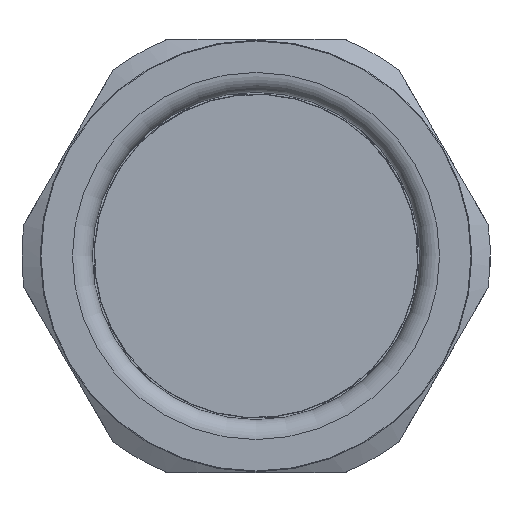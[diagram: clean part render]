
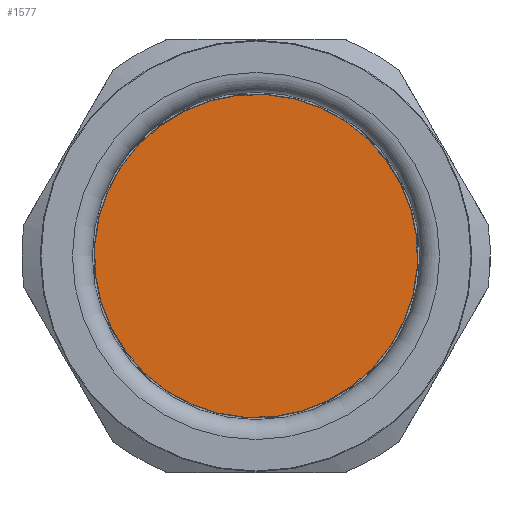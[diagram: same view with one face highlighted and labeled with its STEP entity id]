
A CAD part, left-side view. The second image highlights one B-rep face of the part: STEP entity #1577.
In plain terms, the highlighted planar face has unit normal (-1, 0, 0).
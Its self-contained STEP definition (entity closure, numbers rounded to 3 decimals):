
#197=PLANE('',#1841);
#426=FACE_OUTER_BOUND('',#594,.T.);
#594=EDGE_LOOP('',(#1437));
#682=CIRCLE('',#1824,41.025);
#827=VERTEX_POINT('',#8704);
#1028=EDGE_CURVE('',#827,#827,#682,.T.);
#1437=ORIENTED_EDGE('',*,*,#1028,.F.);
#1577=ADVANCED_FACE('',(#426),#197,.T.);
#1824=AXIS2_PLACEMENT_3D('',#8705,#2252,#2253);
#1841=AXIS2_PLACEMENT_3D('',#8729,#2286,#2287);
#2252=DIRECTION('center_axis',(1.,0.,0.));
#2253=DIRECTION('ref_axis',(0.,0.,-1.));
#2286=DIRECTION('center_axis',(-1.,0.,0.));
#2287=DIRECTION('ref_axis',(0.,0.,1.));
#8704=CARTESIAN_POINT('',(-0.034,41.025,0.));
#8705=CARTESIAN_POINT('Origin',(-0.034,0.,0.));
#8729=CARTESIAN_POINT('Origin',(-0.034,41.025,0.));
